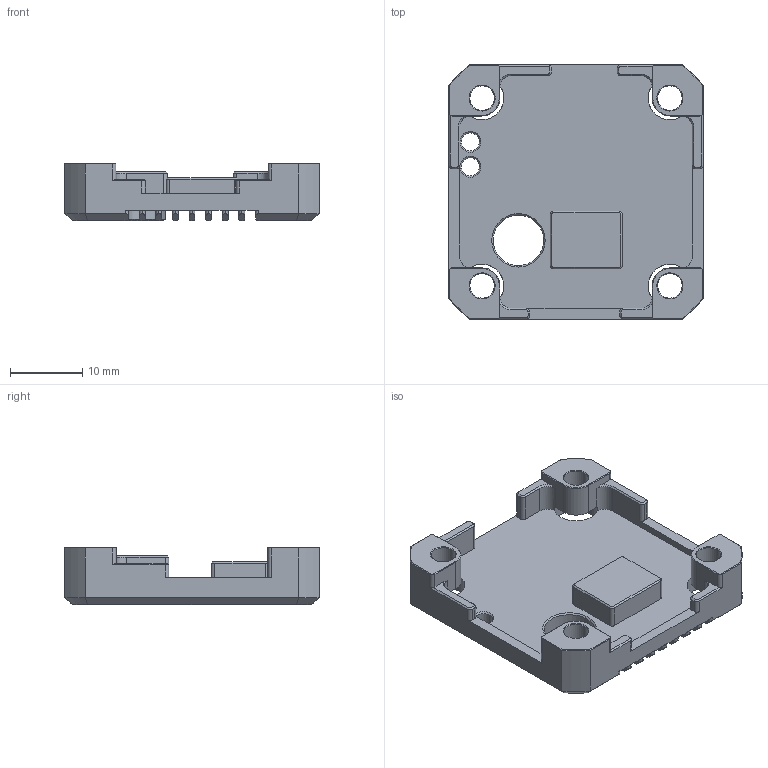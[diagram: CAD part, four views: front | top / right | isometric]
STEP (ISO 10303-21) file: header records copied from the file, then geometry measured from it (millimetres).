
FILE_DESCRIPTION (( 'STEP AP203' ), '1' );
FILE_NAME ('Dummy-0021.STEP_默认_sldprt.STEP', '2025-11-13T14:26:05', ( '' ), ( '' ), 'SwSTEP 2.0', 'SolidWorks 2020', '' );
FILE_SCHEMA (( 'CONFIG_CONTROL_DESIGN' ));
Length unit declared in the file: millimetre
Products named in the file (1): Dummy-0021.STEP_默认_sldprt
Bounding box: 35.2 x 35.2 x 8 mm (x, y, z)
Volume: 3471.4 mm3; surface area: 4590.5 mm2
Topology: 1 solids, 1 shells, 557 faces, 1484 edges, 945 vertices
Faces by surface type: plane 279, cylinder 204, cone 74
Entity records: 17407 total; most frequent: CARTESIAN_POINT 3535, ORIENTED_EDGE 2968, DIRECTION 2891, EDGE_CURVE 1484, AXIS2_PLACEMENT_3D 1025, VERTEX_POINT 945, LINE 841, VECTOR 841
